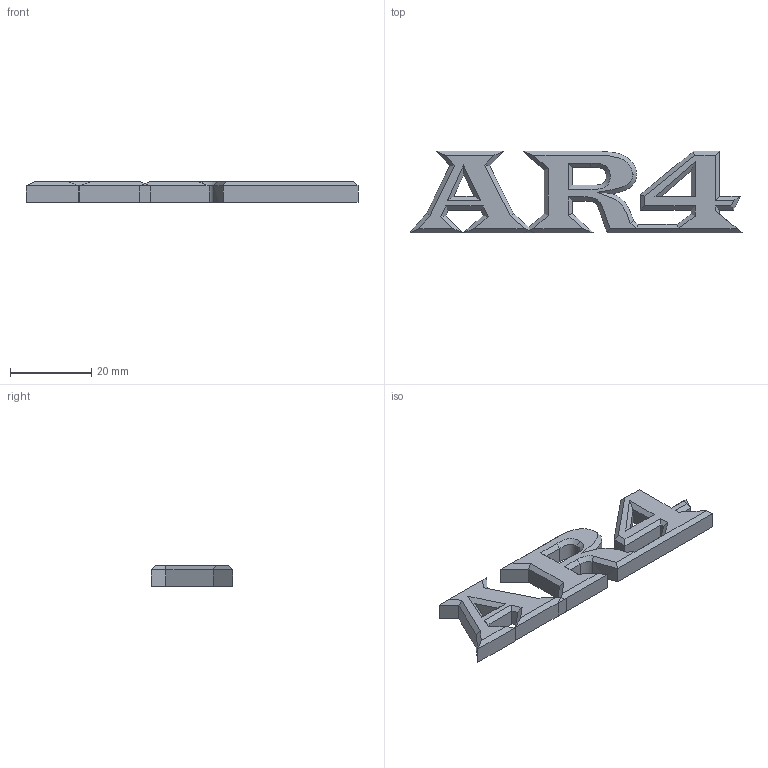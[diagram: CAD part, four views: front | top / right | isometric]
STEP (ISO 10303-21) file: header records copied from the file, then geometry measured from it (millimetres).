
FILE_DESCRIPTION (( 'STEP AP214' ), '1' );
FILE_NAME ('J5 Side Cover Logo.STEP', '2023-04-20T18:25:59', ( '' ), ( '' ), 'SwSTEP 2.0', 'SolidWorks 2021', '' );
FILE_SCHEMA (( 'AUTOMOTIVE_DESIGN' ));
Length unit declared in the file: inch
Products named in the file (1): J5 Side Cover Logo
Bounding box: 81.77 x 20 x 5 mm (x, y, z)
Volume: 4599.9 mm3; surface area: 3772.5 mm2
Topology: 2 solids, 2 shells, 112 faces, 273 edges, 165 vertices
Faces by surface type: plane 98, bspline 14
Entity records: 6524 total; most frequent: CARTESIAN_POINT 3952, ORIENTED_EDGE 546, DIRECTION 441, EDGE_CURVE 273, LINE 243, VECTOR 243, VERTEX_POINT 165, EDGE_LOOP 118
